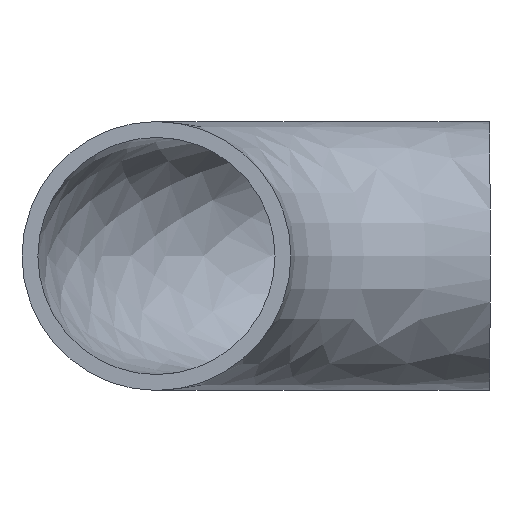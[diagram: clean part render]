
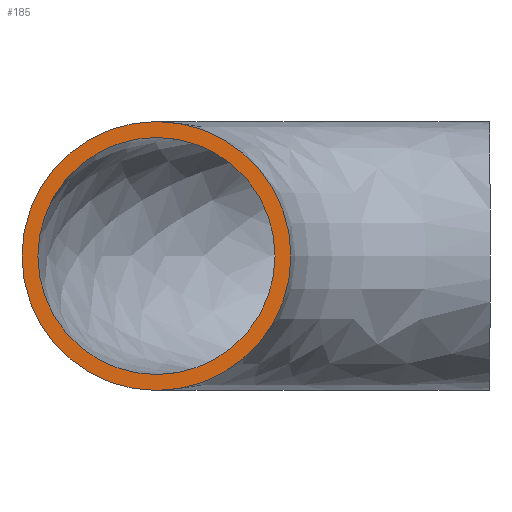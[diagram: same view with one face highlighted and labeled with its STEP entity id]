
A CAD part, front view. The second image highlights one B-rep face of the part: STEP entity #185.
In plain terms, the highlighted planar face has unit normal (0, -1, 0).
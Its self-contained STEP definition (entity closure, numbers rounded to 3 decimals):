
#18 = EDGE_LOOP ( 'NONE', ( #464, #102 ) ) ;
#36 = VERTEX_POINT ( 'NONE', #431 ) ;
#51 = EDGE_CURVE ( 'NONE', #245, #441, #536, .T. ) ;
#79 = DIRECTION ( 'NONE',  ( 0., 1., 0. ) ) ;
#102 = ORIENTED_EDGE ( 'NONE', *, *, #188, .T. ) ;
#108 = CARTESIAN_POINT ( 'NONE',  ( 0., 0., 0. ) ) ;
#145 = DIRECTION ( 'NONE',  ( 0., 1., 0. ) ) ;
#156 = CARTESIAN_POINT ( 'NONE',  ( 0., 0., -12.7 ) ) ;
#168 = CIRCLE ( 'NONE', #265, 11.2 ) ;
#180 = CIRCLE ( 'NONE', #324, 12.7 ) ;
#185 = ADVANCED_FACE ( 'NONE', ( #294, #198 ), #425, .F. ) ;
#187 = DIRECTION ( 'NONE',  ( 0., 1., 0. ) ) ;
#188 = EDGE_CURVE ( 'NONE', #367, #36, #489, .T. ) ;
#195 = DIRECTION ( 'NONE',  ( 0., 0., 1. ) ) ;
#198 = FACE_OUTER_BOUND ( 'NONE', #498, .T. ) ;
#216 = AXIS2_PLACEMENT_3D ( 'NONE', #305, #187, #223 ) ;
#223 = DIRECTION ( 'NONE',  ( 0., 0., 1. ) ) ;
#238 = DIRECTION ( 'NONE',  ( 0., 0., 1. ) ) ;
#245 = VERTEX_POINT ( 'NONE', #338 ) ;
#265 = AXIS2_PLACEMENT_3D ( 'NONE', #430, #315, #238 ) ;
#276 = AXIS2_PLACEMENT_3D ( 'NONE', #380, #145, #420 ) ;
#282 = CARTESIAN_POINT ( 'NONE',  ( 0., 0., 0. ) ) ;
#294 = FACE_BOUND ( 'NONE', #18, .T. ) ;
#295 = ORIENTED_EDGE ( 'NONE', *, *, #51, .F. ) ;
#305 = CARTESIAN_POINT ( 'NONE',  ( 0., 0., 0. ) ) ;
#312 = CARTESIAN_POINT ( 'NONE',  ( 0., 0., -11.2 ) ) ;
#315 = DIRECTION ( 'NONE',  ( 0., 1., 0. ) ) ;
#323 = DIRECTION ( 'NONE',  ( 0., 0., 1. ) ) ;
#324 = AXIS2_PLACEMENT_3D ( 'NONE', #108, #483, #195 ) ;
#338 = CARTESIAN_POINT ( 'NONE',  ( 0., 0., 12.7 ) ) ;
#347 = EDGE_CURVE ( 'NONE', #36, #367, #168, .T. ) ;
#359 = AXIS2_PLACEMENT_3D ( 'NONE', #282, #79, #323 ) ;
#367 = VERTEX_POINT ( 'NONE', #312 ) ;
#377 = EDGE_CURVE ( 'NONE', #441, #245, #180, .T. ) ;
#380 = CARTESIAN_POINT ( 'NONE',  ( 0., 0., 0. ) ) ;
#420 = DIRECTION ( 'NONE',  ( 0., 0., 1. ) ) ;
#425 = PLANE ( 'NONE',  #276 ) ;
#430 = CARTESIAN_POINT ( 'NONE',  ( 0., 0., 0. ) ) ;
#431 = CARTESIAN_POINT ( 'NONE',  ( 0., 0., 11.2 ) ) ;
#441 = VERTEX_POINT ( 'NONE', #156 ) ;
#464 = ORIENTED_EDGE ( 'NONE', *, *, #347, .T. ) ;
#483 = DIRECTION ( 'NONE',  ( 0., 1., 0. ) ) ;
#489 = CIRCLE ( 'NONE', #216, 11.2 ) ;
#498 = EDGE_LOOP ( 'NONE', ( #295, #511 ) ) ;
#511 = ORIENTED_EDGE ( 'NONE', *, *, #377, .F. ) ;
#536 = CIRCLE ( 'NONE', #359, 12.7 ) ;
